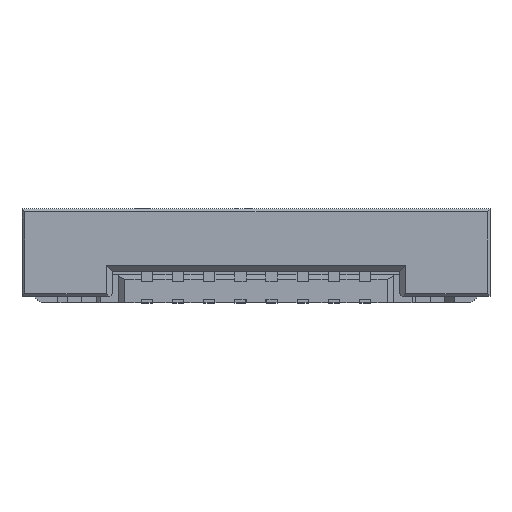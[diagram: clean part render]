
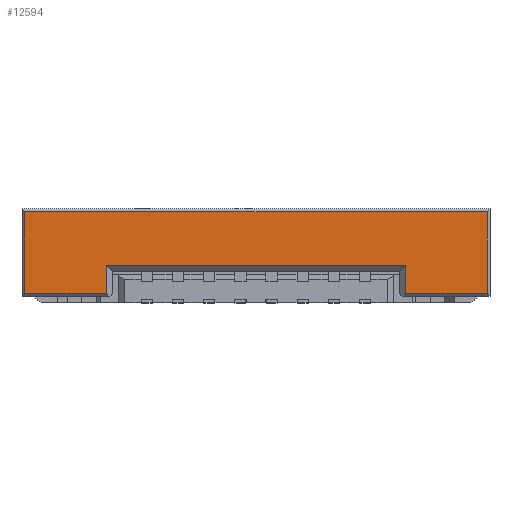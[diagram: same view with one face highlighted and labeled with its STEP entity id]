
A CAD part, top view. The second image highlights one B-rep face of the part: STEP entity #12594.
In plain terms, the highlighted planar face has unit normal (0, 0, 1).
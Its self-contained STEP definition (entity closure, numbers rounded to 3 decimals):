
#4545=DIRECTION('',(0.,-1.,0.));
#4546=VECTOR('',#4545,2.624);
#4547=CARTESIAN_POINT('',(-7.412,2.912,6.7));
#4548=LINE('',#4547,#4546);
#4549=DIRECTION('',(1.,0.,0.));
#4550=VECTOR('',#4549,14.824);
#4551=CARTESIAN_POINT('',(-7.412,2.912,6.7));
#4552=LINE('',#4551,#4550);
#4561=DIRECTION('',(0.,1.,0.));
#4562=VECTOR('',#4561,0.912);
#4563=CARTESIAN_POINT('',(-4.8,0.288,6.7));
#4564=LINE('',#4563,#4562);
#4581=DIRECTION('',(-1.,0.,0.));
#4582=VECTOR('',#4581,9.6);
#4583=CARTESIAN_POINT('',(4.8,1.2,6.7));
#4584=LINE('',#4583,#4582);
#4593=DIRECTION('',(0.,1.,0.));
#4594=VECTOR('',#4593,0.912);
#4595=CARTESIAN_POINT('',(4.8,0.288,6.7));
#4596=LINE('',#4595,#4594);
#4621=DIRECTION('',(1.,0.,0.));
#4622=VECTOR('',#4621,2.612);
#4623=CARTESIAN_POINT('',(4.8,0.288,6.7));
#4624=LINE('',#4623,#4622);
#4633=DIRECTION('',(0.,-1.,0.));
#4634=VECTOR('',#4633,2.624);
#4635=CARTESIAN_POINT('',(7.412,2.912,6.7));
#4636=LINE('',#4635,#4634);
#4721=DIRECTION('',(1.,0.,0.));
#4722=VECTOR('',#4721,2.612);
#4723=CARTESIAN_POINT('',(-7.412,0.288,6.7));
#4724=LINE('',#4723,#4722);
#5770=CARTESIAN_POINT('',(-7.412,0.288,6.7));
#5772=VERTEX_POINT('',#5770);
#5773=CARTESIAN_POINT('',(-7.412,2.912,6.7));
#5774=CARTESIAN_POINT('',(7.412,2.912,6.7));
#5775=VERTEX_POINT('',#5773);
#5776=VERTEX_POINT('',#5774);
#5791=CARTESIAN_POINT('',(-4.8,0.288,6.7));
#5792=CARTESIAN_POINT('',(-4.8,1.2,6.7));
#5793=VERTEX_POINT('',#5791);
#5794=VERTEX_POINT('',#5792);
#5803=CARTESIAN_POINT('',(4.8,1.2,6.7));
#5804=VERTEX_POINT('',#5803);
#5807=CARTESIAN_POINT('',(4.8,0.288,6.7));
#5808=VERTEX_POINT('',#5807);
#5815=CARTESIAN_POINT('',(7.412,0.288,6.7));
#5816=VERTEX_POINT('',#5815);
#12573=CARTESIAN_POINT('',(-7.5,3.,6.7));
#12574=DIRECTION('',(0.,0.,1.));
#12575=DIRECTION('',(0.,-1.,0.));
#12576=AXIS2_PLACEMENT_3D('',#12573,#12574,#12575);
#12577=PLANE('',#12576);
#12579=ORIENTED_EDGE('',*,*,#12578,.F.);
#12581=ORIENTED_EDGE('',*,*,#12580,.F.);
#12582=ORIENTED_EDGE('',*,*,#12551,.F.);
#12583=ORIENTED_EDGE('',*,*,#12563,.T.);
#12585=ORIENTED_EDGE('',*,*,#12584,.T.);
#12587=ORIENTED_EDGE('',*,*,#12586,.F.);
#12589=ORIENTED_EDGE('',*,*,#12588,.T.);
#12591=ORIENTED_EDGE('',*,*,#12590,.T.);
#12592=EDGE_LOOP('',(#12579,#12581,#12582,#12583,#12585,#12587,#12589,#12591));
#12593=FACE_OUTER_BOUND('',#12592,.F.);
#12594=ADVANCED_FACE('',(#12593),#12577,.T.);
#12551=EDGE_CURVE('',#5775,#5772,#4548,.T.);
#12563=EDGE_CURVE('',#5775,#5776,#4552,.T.);
#12578=EDGE_CURVE('',#5793,#5794,#4564,.T.);
#12580=EDGE_CURVE('',#5772,#5793,#4724,.T.);
#12584=EDGE_CURVE('',#5776,#5816,#4636,.T.);
#12586=EDGE_CURVE('',#5808,#5816,#4624,.T.);
#12588=EDGE_CURVE('',#5808,#5804,#4596,.T.);
#12590=EDGE_CURVE('',#5804,#5794,#4584,.T.);
